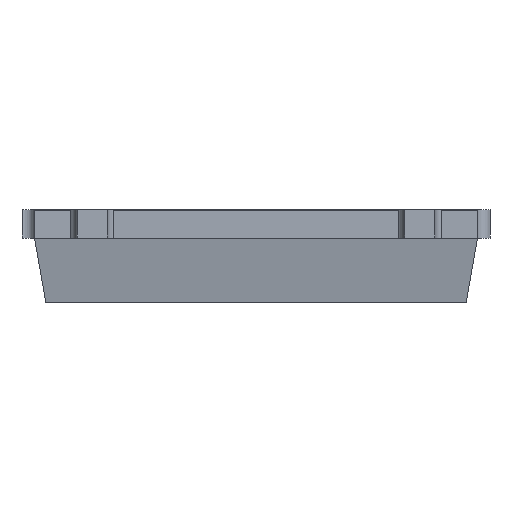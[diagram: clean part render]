
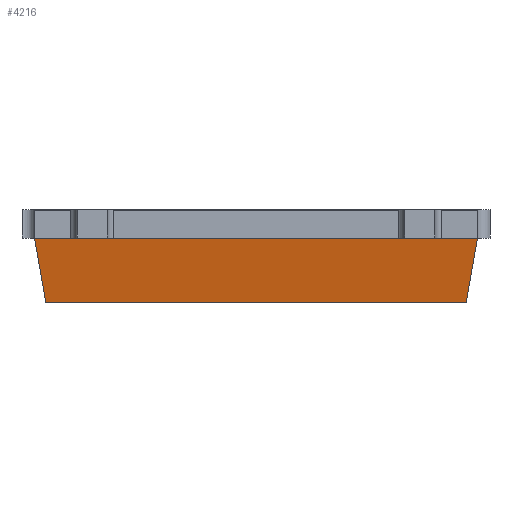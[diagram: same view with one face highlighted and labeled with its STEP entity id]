
A CAD part, front view. The second image highlights one B-rep face of the part: STEP entity #4216.
In plain terms, the highlighted planar face has unit normal (0, -0.985, -0.174).
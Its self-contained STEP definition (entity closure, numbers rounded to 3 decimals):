
#15 = VERTEX_POINT ( 'NONE', #245 ) ;
#44 = VERTEX_POINT ( 'NONE', #1012 ) ;
#62 = EDGE_CURVE ( 'NONE', #2563, #4067, #4301, .T. ) ;
#232 = AXIS2_PLACEMENT_3D ( 'NONE', #649, #4120, #4051 ) ;
#245 = CARTESIAN_POINT ( 'NONE',  ( -2.514, -2.914, -0.77 ) ) ;
#394 = CARTESIAN_POINT ( 'NONE',  ( 2.65, -3.05, 0. ) ) ;
#510 = CARTESIAN_POINT ( 'NONE',  ( -2.65, -3.05, 0. ) ) ;
#554 = EDGE_CURVE ( 'NONE', #1300, #3984, #3339, .T. ) ;
#577 = LINE ( 'NONE', #1689, #2625 ) ;
#649 = CARTESIAN_POINT ( 'NONE',  ( 2.65, -3.05, 0. ) ) ;
#813 = CARTESIAN_POINT ( 'NONE',  ( 2.514, -2.914, -0.77 ) ) ;
#818 = EDGE_CURVE ( 'NONE', #3984, #44, #2895, .T. ) ;
#869 = FACE_OUTER_BOUND ( 'NONE', #1417, .T. ) ;
#1012 = CARTESIAN_POINT ( 'NONE',  ( 2.216, -3.05, 0. ) ) ;
#1244 = CARTESIAN_POINT ( 'NONE',  ( -2.65, -3.05, 0. ) ) ;
#1300 = VERTEX_POINT ( 'NONE', #2750 ) ;
#1332 = LINE ( 'NONE', #3748, #1776 ) ;
#1363 = ORIENTED_EDGE ( 'NONE', *, *, #1763, .F. ) ;
#1417 = EDGE_LOOP ( 'NONE', ( #2838, #1905, #2940, #3489, #1363, #1693, #1560, #2623 ) ) ;
#1467 = CARTESIAN_POINT ( 'NONE',  ( 1.706, -3.05, 0. ) ) ;
#1502 = VECTOR ( 'NONE', #2817, 1000. ) ;
#1560 = ORIENTED_EDGE ( 'NONE', *, *, #554, .F. ) ;
#1615 = CARTESIAN_POINT ( 'NONE',  ( -2.216, -3.05, 0. ) ) ;
#1644 = VECTOR ( 'NONE', #3027, 1000. ) ;
#1689 = CARTESIAN_POINT ( 'NONE',  ( -2.65, -3.05, 0. ) ) ;
#1693 = ORIENTED_EDGE ( 'NONE', *, *, #818, .F. ) ;
#1744 = CARTESIAN_POINT ( 'NONE',  ( 0., -2.914, -0.77 ) ) ;
#1763 = EDGE_CURVE ( 'NONE', #44, #4067, #2465, .T. ) ;
#1776 = VECTOR ( 'NONE', #4488, 1000. ) ;
#1839 = DIRECTION ( 'NONE',  ( 1., 0., 0. ) ) ;
#1905 = ORIENTED_EDGE ( 'NONE', *, *, #3371, .F. ) ;
#1954 = PLANE ( 'NONE',  #232 ) ;
#1992 = EDGE_CURVE ( 'NONE', #2522, #4603, #1332, .T. ) ;
#2465 = LINE ( 'NONE', #4594, #4008 ) ;
#2522 = VERTEX_POINT ( 'NONE', #3682 ) ;
#2539 = EDGE_CURVE ( 'NONE', #4603, #1300, #3706, .T. ) ;
#2563 = VERTEX_POINT ( 'NONE', #813 ) ;
#2623 = ORIENTED_EDGE ( 'NONE', *, *, #2539, .F. ) ;
#2625 = VECTOR ( 'NONE', #3112, 1000. ) ;
#2636 = CARTESIAN_POINT ( 'NONE',  ( 2.65, -3.05, 0. ) ) ;
#2750 = CARTESIAN_POINT ( 'NONE',  ( -1.706, -3.05, 0. ) ) ;
#2815 = DIRECTION ( 'NONE',  ( 1., 0., 0. ) ) ;
#2817 = DIRECTION ( 'NONE',  ( -1., 0., 0. ) ) ;
#2838 = ORIENTED_EDGE ( 'NONE', *, *, #1992, .F. ) ;
#2881 = LINE ( 'NONE', #1744, #1502 ) ;
#2895 = LINE ( 'NONE', #4011, #4121 ) ;
#2927 = DIRECTION ( 'NONE',  ( 0.171, -0.171, 0.97 ) ) ;
#2940 = ORIENTED_EDGE ( 'NONE', *, *, #3171, .F. ) ;
#3027 = DIRECTION ( 'NONE',  ( 1., 0., 0. ) ) ;
#3112 = DIRECTION ( 'NONE',  ( -0.171, -0.171, 0.97 ) ) ;
#3171 = EDGE_CURVE ( 'NONE', #2563, #15, #2881, .T. ) ;
#3339 = LINE ( 'NONE', #1244, #3610 ) ;
#3371 = EDGE_CURVE ( 'NONE', #15, #2522, #577, .T. ) ;
#3489 = ORIENTED_EDGE ( 'NONE', *, *, #62, .T. ) ;
#3610 = VECTOR ( 'NONE', #3708, 1000. ) ;
#3682 = CARTESIAN_POINT ( 'NONE',  ( -2.65, -3.05, 0. ) ) ;
#3706 = LINE ( 'NONE', #510, #1644 ) ;
#3708 = DIRECTION ( 'NONE',  ( 1., 0., 0. ) ) ;
#3748 = CARTESIAN_POINT ( 'NONE',  ( -2.65, -3.05, 0. ) ) ;
#3885 = VECTOR ( 'NONE', #2927, 1000. ) ;
#3984 = VERTEX_POINT ( 'NONE', #1467 ) ;
#4008 = VECTOR ( 'NONE', #2815, 1000. ) ;
#4011 = CARTESIAN_POINT ( 'NONE',  ( -2.65, -3.05, 0. ) ) ;
#4051 = DIRECTION ( 'NONE',  ( 0., 0.174, -0.985 ) ) ;
#4067 = VERTEX_POINT ( 'NONE', #2636 ) ;
#4120 = DIRECTION ( 'NONE',  ( 0., -0.985, -0.174 ) ) ;
#4121 = VECTOR ( 'NONE', #1839, 1000. ) ;
#4216 = ADVANCED_FACE ( 'NONE', ( #869 ), #1954, .T. ) ;
#4301 = LINE ( 'NONE', #394, #3885 ) ;
#4488 = DIRECTION ( 'NONE',  ( 1., 0., 0. ) ) ;
#4594 = CARTESIAN_POINT ( 'NONE',  ( -2.65, -3.05, 0. ) ) ;
#4603 = VERTEX_POINT ( 'NONE', #1615 ) ;
